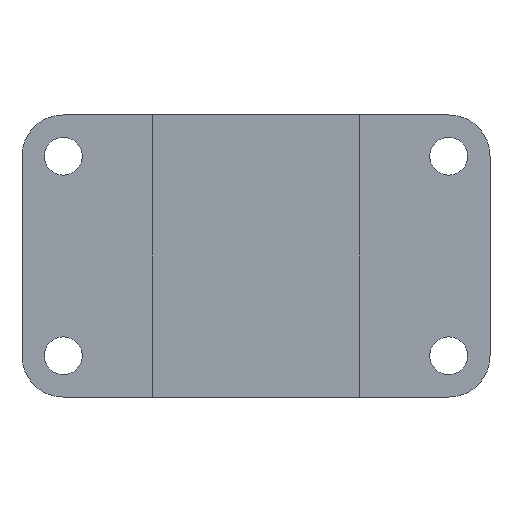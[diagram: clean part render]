
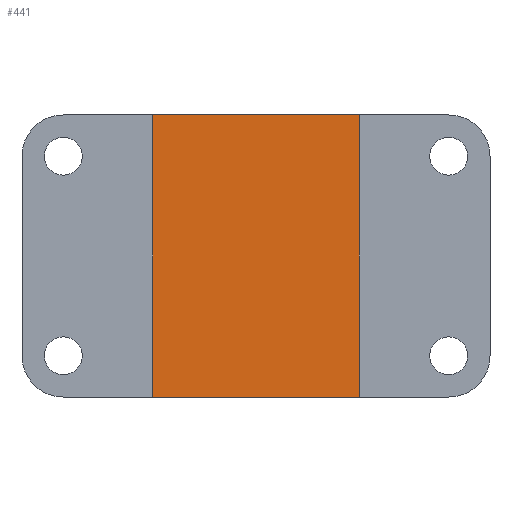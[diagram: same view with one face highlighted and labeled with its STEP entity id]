
A CAD part, front view. The second image highlights one B-rep face of the part: STEP entity #441.
In plain terms, the highlighted planar face has unit normal (0, -1, 0).
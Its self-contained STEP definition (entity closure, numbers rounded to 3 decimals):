
#35=PLANE('',#499);
#57=FACE_OUTER_BOUND('',#87,.T.);
#87=EDGE_LOOP('',(#397,#398,#399,#400));
#99=LINE('',#659,#143);
#111=LINE('',#686,#155);
#125=LINE('',#731,#169);
#132=LINE('',#744,#176);
#143=VECTOR('',#535,10.);
#155=VECTOR('',#557,10.);
#169=VECTOR('',#605,10.);
#176=VECTOR('',#620,10.);
#205=VERTEX_POINT('',#656);
#206=VERTEX_POINT('',#658);
#216=VERTEX_POINT('',#684);
#230=VERTEX_POINT('',#730);
#249=EDGE_CURVE('',#205,#206,#99,.T.);
#263=EDGE_CURVE('',#205,#216,#111,.T.);
#285=EDGE_CURVE('',#206,#230,#125,.T.);
#292=EDGE_CURVE('',#230,#216,#132,.T.);
#397=ORIENTED_EDGE('',*,*,#249,.F.);
#398=ORIENTED_EDGE('',*,*,#263,.T.);
#399=ORIENTED_EDGE('',*,*,#292,.F.);
#400=ORIENTED_EDGE('',*,*,#285,.F.);
#441=ADVANCED_FACE('',(#57),#35,.T.);
#499=AXIS2_PLACEMENT_3D('',#743,#618,#619);
#535=DIRECTION('',(1.,0.,0.));
#557=DIRECTION('',(0.,0.,-1.));
#605=DIRECTION('',(0.,0.,-1.));
#618=DIRECTION('center_axis',(0.,-1.,0.));
#619=DIRECTION('ref_axis',(-1.,0.,0.));
#620=DIRECTION('',(-1.,0.,0.));
#656=CARTESIAN_POINT('',(-30.,0.,0.));
#658=CARTESIAN_POINT('',(30.,0.,0.));
#659=CARTESIAN_POINT('',(0.,0.,0.));
#684=CARTESIAN_POINT('',(-30.,0.,-82.));
#686=CARTESIAN_POINT('',(-30.,0.,0.));
#730=CARTESIAN_POINT('',(30.,0.,-82.));
#731=CARTESIAN_POINT('',(30.,0.,0.));
#743=CARTESIAN_POINT('Origin',(30.,0.,0.));
#744=CARTESIAN_POINT('',(0.,0.,-82.));
